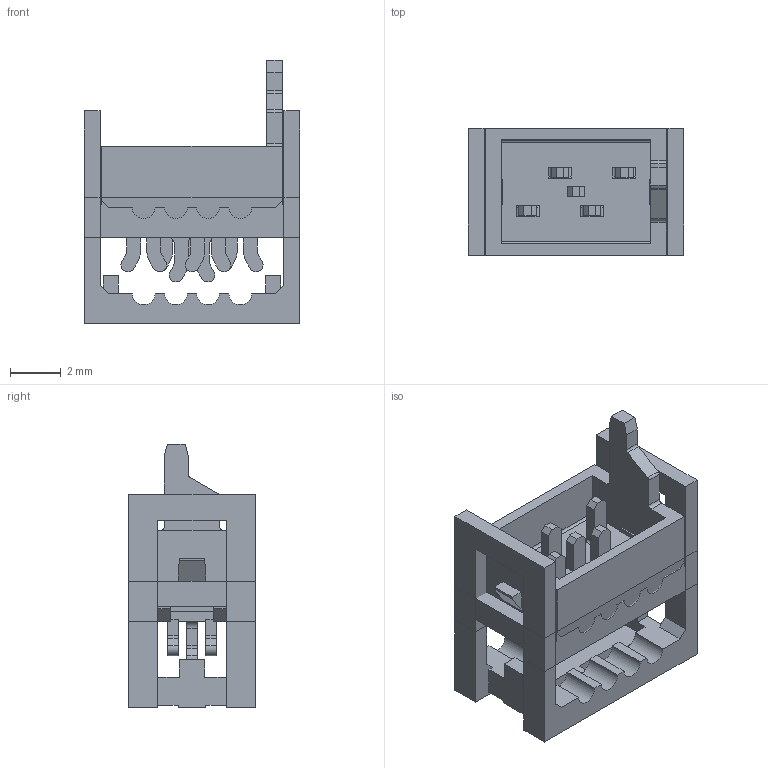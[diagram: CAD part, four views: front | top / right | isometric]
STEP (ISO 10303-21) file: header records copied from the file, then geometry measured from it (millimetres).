
FILE_DESCRIPTION( ( 'Unknown' ), '1' );
FILE_NAME( '690157000472.stp', 'Unknown', ( 'Unknown' ), ( 'Unknown' ), 'XStep 1.0', 'Unknown', ' ' );
FILE_SCHEMA( ( 'automotive_design' ) );
Length unit declared in the file: millimetre
Products named in the file (4): Assem1; Gehäuse; Pin; Verschluss
Bounding box: 8.51 x 5 x 10.4 mm (x, y, z)
Volume: 248.5 mm3; surface area: 941.7 mm2
Topology: 9 solids, 9 shells, 524 faces, 1570 edges, 1044 vertices
Faces by surface type: plane 421, cylinder 103
Entity records: 7625 total; most frequent: CARTESIAN_POINT 1267, ORIENTED_EDGE 1264, DIRECTION 1124, EDGE_CURVE 632, LINE 570, VECTOR 570, VERTEX_POINT 420, AXIS2_PLACEMENT_3D 277
